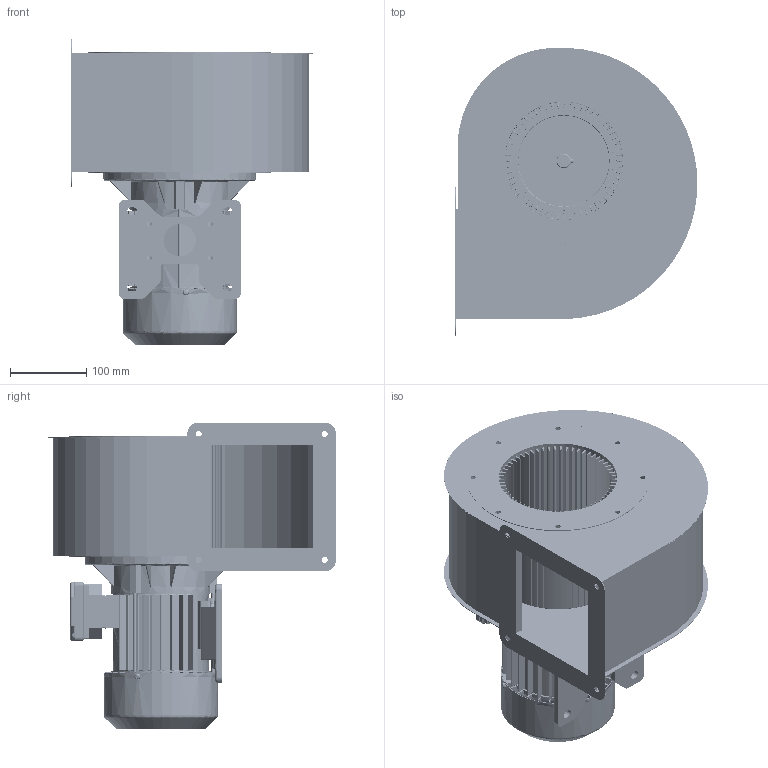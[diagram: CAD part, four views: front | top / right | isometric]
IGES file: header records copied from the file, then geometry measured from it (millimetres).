
Start section: SolidWorks IGES file using analytic representation for surfaces
Global section: file name: Assieme DIC 160.IGS; native system: SolidWorks 2022; preprocessor: SolidWorks 2022; author: girelli; date: 230117.104853; units: millimetre
Bounding box: 318.15 x 377.5 x 402.3 mm (x, y, z)
Surface area: 1545845.7 mm2 (no closed solid volume)
Topology: 0 solids, 0 shells, 4451 faces, 44564 edges, 44153 vertices
Faces by surface type: bspline 2539, revolution 1912
